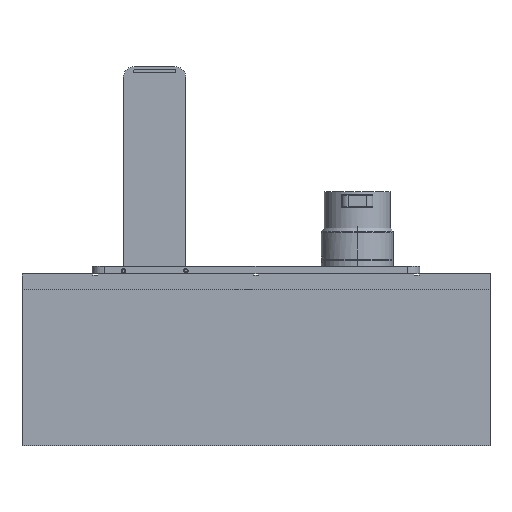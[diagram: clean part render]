
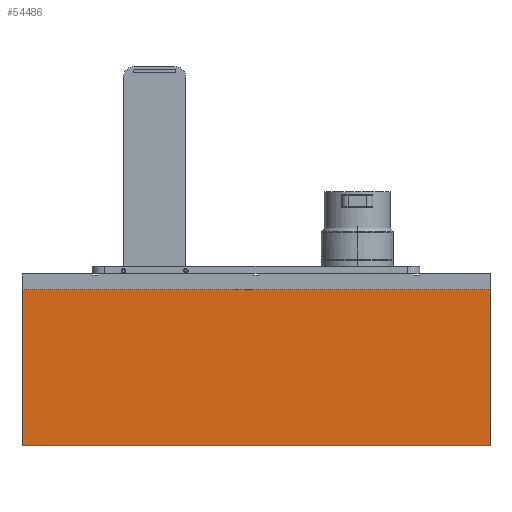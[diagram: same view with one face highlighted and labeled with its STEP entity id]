
A CAD part, front view. The second image highlights one B-rep face of the part: STEP entity #54486.
In plain terms, the highlighted planar face has unit normal (0, -1, 0).
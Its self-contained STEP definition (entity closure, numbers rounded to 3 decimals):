
#1570 = CARTESIAN_POINT ( 'NONE',  ( -150., -150., 100. ) ) ;
#2100 = DIRECTION ( 'NONE',  ( 0., 0., -1. ) ) ;
#3193 = CARTESIAN_POINT ( 'NONE',  ( -150., -150., 0. ) ) ;
#14082 = EDGE_CURVE ( 'NONE', #41761, #29710, #49097, .T. ) ;
#14534 = DIRECTION ( 'NONE',  ( 0., 0., -1. ) ) ;
#16996 = ORIENTED_EDGE ( 'NONE', *, *, #109941, .T. ) ;
#20493 = FACE_OUTER_BOUND ( 'NONE', #108756, .T. ) ;
#29710 = VERTEX_POINT ( 'NONE', #58876 ) ;
#30763 = CARTESIAN_POINT ( 'NONE',  ( 150., -150., 100. ) ) ;
#41761 = VERTEX_POINT ( 'NONE', #30763 ) ;
#42344 = LINE ( 'NONE', #82679, #66411 ) ;
#49097 = LINE ( 'NONE', #89234, #68981 ) ;
#52992 = VERTEX_POINT ( 'NONE', #104680 ) ;
#54053 = PLANE ( 'NONE',  #82689 ) ;
#54486 = ADVANCED_FACE ( 'NONE', ( #20493 ), #54053, .T. ) ;
#56113 = CARTESIAN_POINT ( 'NONE',  ( -150., -150., 0. ) ) ;
#58876 = CARTESIAN_POINT ( 'NONE',  ( 150., -150., 0. ) ) ;
#60814 = VECTOR ( 'NONE', #102503, 1000. ) ;
#62626 = DIRECTION ( 'NONE',  ( 0., -1., 0. ) ) ;
#66411 = VECTOR ( 'NONE', #74089, 1000. ) ;
#68981 = VECTOR ( 'NONE', #96988, 1000. ) ;
#70525 = VECTOR ( 'NONE', #14534, 1000. ) ;
#72461 = VERTEX_POINT ( 'NONE', #101921 ) ;
#74089 = DIRECTION ( 'NONE',  ( 1., 0., 0. ) ) ;
#74472 = LINE ( 'NONE', #56113, #70525 ) ;
#75454 = EDGE_CURVE ( 'NONE', #41761, #52992, #83425, .T. ) ;
#81218 = ORIENTED_EDGE ( 'NONE', *, *, #75454, .T. ) ;
#82679 = CARTESIAN_POINT ( 'NONE',  ( 0., -150., 0. ) ) ;
#82689 = AXIS2_PLACEMENT_3D ( 'NONE', #3193, #62626, #2100 ) ;
#83425 = LINE ( 'NONE', #1570, #60814 ) ;
#83536 = ORIENTED_EDGE ( 'NONE', *, *, #14082, .F. ) ;
#89234 = CARTESIAN_POINT ( 'NONE',  ( 150., -150., 0. ) ) ;
#94566 = ORIENTED_EDGE ( 'NONE', *, *, #101862, .T. ) ;
#96988 = DIRECTION ( 'NONE',  ( 0., 0., -1. ) ) ;
#101862 = EDGE_CURVE ( 'NONE', #72461, #29710, #42344, .T. ) ;
#101921 = CARTESIAN_POINT ( 'NONE',  ( -150., -150., 0. ) ) ;
#102503 = DIRECTION ( 'NONE',  ( -1., 0., 0. ) ) ;
#104680 = CARTESIAN_POINT ( 'NONE',  ( -150., -150., 100. ) ) ;
#108756 = EDGE_LOOP ( 'NONE', ( #16996, #94566, #83536, #81218 ) ) ;
#109941 = EDGE_CURVE ( 'NONE', #52992, #72461, #74472, .T. ) ;
